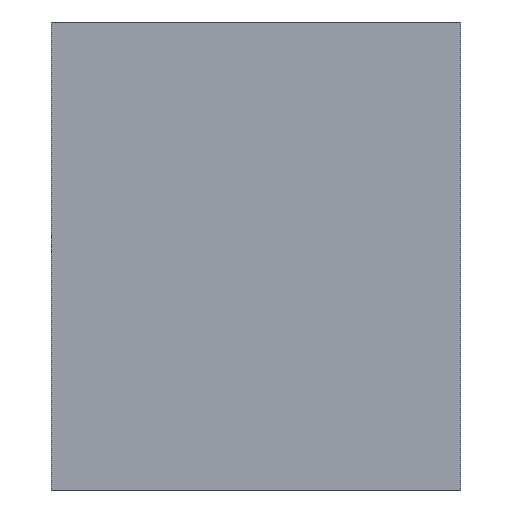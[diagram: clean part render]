
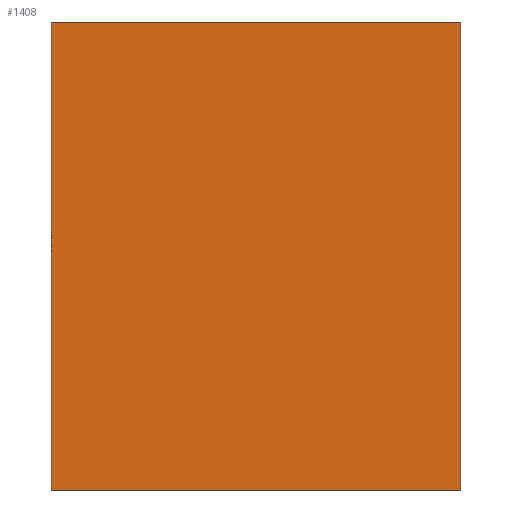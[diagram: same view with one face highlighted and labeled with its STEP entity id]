
A CAD part, front view. The second image highlights one B-rep face of the part: STEP entity #1408.
In plain terms, the highlighted planar face has unit normal (0, -1, 0).
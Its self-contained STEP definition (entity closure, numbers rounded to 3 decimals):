
#108=FACE_OUTER_BOUND('',#185,.T.);
#185=EDGE_LOOP('',(#1054,#1055,#1056,#1057));
#303=LINE('',#2198,#465);
#314=LINE('',#2224,#476);
#316=LINE('',#2228,#478);
#317=LINE('',#2229,#479);
#465=VECTOR('',#1750,10.);
#476=VECTOR('',#1777,10.);
#478=VECTOR('',#1781,10.);
#479=VECTOR('',#1782,10.);
#645=VERTEX_POINT('',#2195);
#646=VERTEX_POINT('',#2197);
#653=VERTEX_POINT('',#2223);
#654=VERTEX_POINT('',#2227);
#796=EDGE_CURVE('',#645,#646,#303,.T.);
#809=EDGE_CURVE('',#646,#653,#314,.T.);
#811=EDGE_CURVE('',#654,#645,#316,.T.);
#812=EDGE_CURVE('',#653,#654,#317,.T.);
#1054=ORIENTED_EDGE('',*,*,#809,.F.);
#1055=ORIENTED_EDGE('',*,*,#796,.F.);
#1056=ORIENTED_EDGE('',*,*,#811,.F.);
#1057=ORIENTED_EDGE('',*,*,#812,.F.);
#1350=PLANE('',#1528);
#1408=ADVANCED_FACE('',(#108),#1350,.F.);
#1528=AXIS2_PLACEMENT_3D('',#2226,#1779,#1780);
#1750=DIRECTION('',(1.,0.,0.));
#1777=DIRECTION('',(0.,0.,-1.));
#1779=DIRECTION('center_axis',(0.,1.,0.));
#1780=DIRECTION('ref_axis',(1.,0.,0.));
#1781=DIRECTION('',(0.,0.,1.));
#1782=DIRECTION('',(-1.,0.,0.));
#2195=CARTESIAN_POINT('',(-6.,0.,6.85));
#2197=CARTESIAN_POINT('',(6.,0.,6.85));
#2198=CARTESIAN_POINT('',(-6.,0.,6.85));
#2223=CARTESIAN_POINT('',(6.,0.,-6.85));
#2224=CARTESIAN_POINT('',(6.,0.,6.85));
#2226=CARTESIAN_POINT('Origin',(0.,0.,0.));
#2227=CARTESIAN_POINT('',(-6.,0.,-6.85));
#2228=CARTESIAN_POINT('',(-6.,0.,-6.85));
#2229=CARTESIAN_POINT('',(6.,0.,-6.85));
